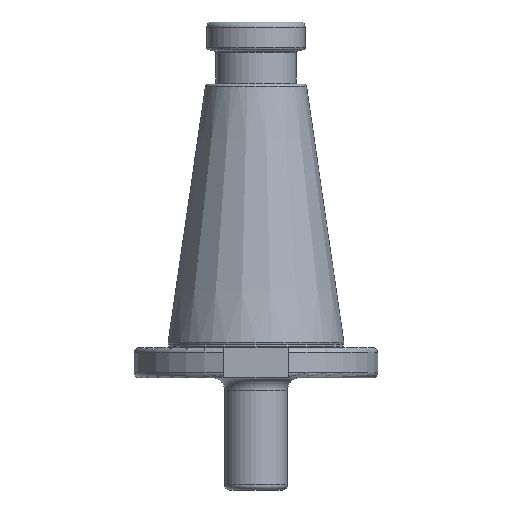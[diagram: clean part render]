
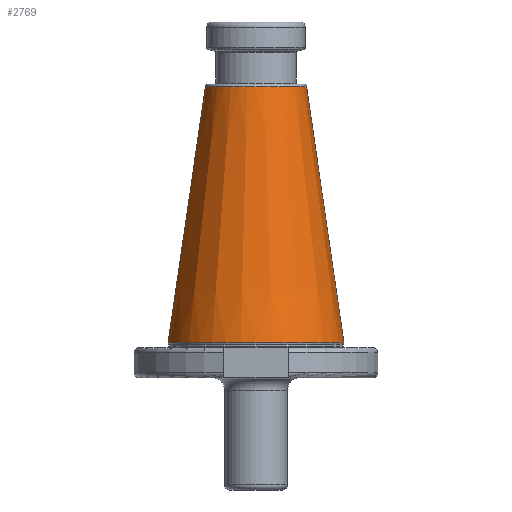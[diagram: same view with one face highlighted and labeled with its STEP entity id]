
A CAD part, left-side view. The second image highlights one B-rep face of the part: STEP entity #2769.
In plain terms, the highlighted conical face has half-angle 8.297 degrees and reference radius 27.65 mm.
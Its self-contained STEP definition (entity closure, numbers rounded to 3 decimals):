
#566=CARTESIAN_POINT('',(0,0,116.173));
#567=DIRECTION('',(0,0,1));
#568=DIRECTION('',(0,1,0));
#569=AXIS2_PLACEMENT_3D('',#566,#567,#568);
#571=DIRECTION('',(0,-0.144,0.99));
#572=VECTOR('',#571,103.254);
#573=CARTESIAN_POINT('',(0,35.1,14));
#574=LINE('',#573,#572);
#575=DIRECTION('',(0,0.144,0.99));
#576=VECTOR('',#575,103.254);
#577=CARTESIAN_POINT('',(0,-35.1,14));
#578=LINE('',#577,#576);
#579=CARTESIAN_POINT('',(0,0,14));
#580=DIRECTION('',(0,0,1));
#581=DIRECTION('',(0,1,0));
#582=AXIS2_PLACEMENT_3D('',#579,#580,#581);
#1639=CARTESIAN_POINT('',(0,35.1,14));
#1640=VERTEX_POINT('',#1639);
#1641=CARTESIAN_POINT('',(0,20.2,116.173));
#1642=VERTEX_POINT('',#1641);
#1677=CARTESIAN_POINT('',(0,-35.1,14));
#1678=VERTEX_POINT('',#1677);
#1679=CARTESIAN_POINT('',(0,-20.2,116.173));
#1680=VERTEX_POINT('',#1679);
#2755=CARTESIAN_POINT('',(0,0,65.087));
#2756=DIRECTION('',(0,0,-1));
#2757=DIRECTION('',(0,-1,0));
#2758=AXIS2_PLACEMENT_3D('',#2755,#2756,#2757);
#2759=CONICAL_SURFACE('',#2758,27.65,8.297);
#2761=ORIENTED_EDGE('',*,*,#2760,.T.);
#2762=ORIENTED_EDGE('',*,*,#2750,.T.);
#2764=ORIENTED_EDGE('',*,*,#2763,.F.);
#2766=ORIENTED_EDGE('',*,*,#2765,.F.);
#2767=EDGE_LOOP('',(#2761,#2762,#2764,#2766));
#2768=FACE_OUTER_BOUND('',#2767,.F.);
#2769=ADVANCED_FACE('',(#2768),#2759,.T.);
#570=CIRCLE('',#569,20.2);
#583=CIRCLE('',#582,35.1);
#2750=EDGE_CURVE('',#1642,#1680,#570,.T.);
#2760=EDGE_CURVE('',#1640,#1642,#574,.T.);
#2763=EDGE_CURVE('',#1678,#1680,#578,.T.);
#2765=EDGE_CURVE('',#1640,#1678,#583,.T.);
